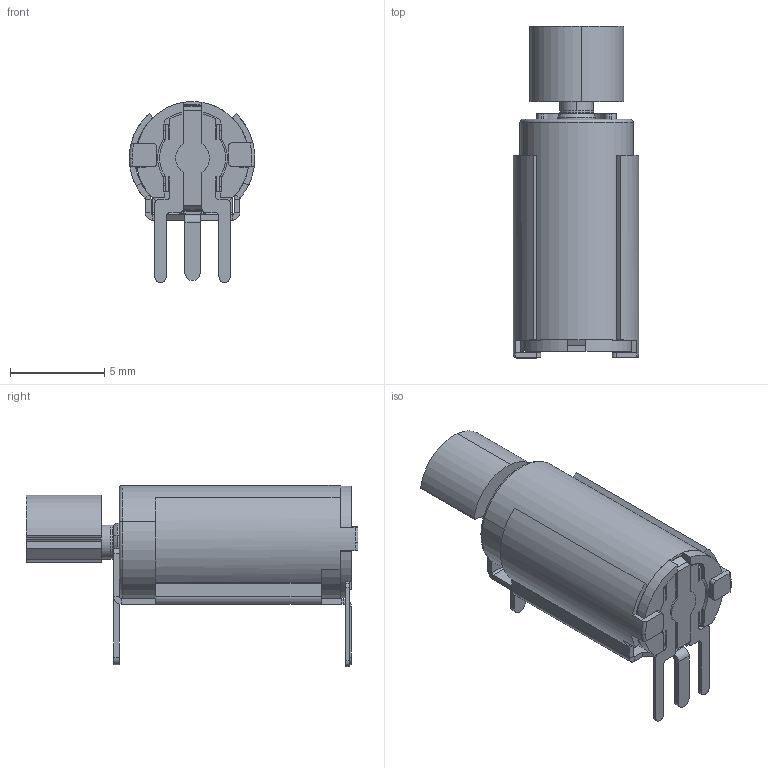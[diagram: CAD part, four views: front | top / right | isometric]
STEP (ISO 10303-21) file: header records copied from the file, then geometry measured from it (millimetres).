
FILE_DESCRIPTION (( 'STEP AP214' ), '1' );
FILE_NAME ('Z6DCBB0056091 3Dͼ.STEP', '2020-01-14T07:18:35', ( 'PC' ), ( 'Microsoft' ), 'SwSTEP 2.0', 'SolidWorks 2017', '' );
FILE_SCHEMA (( 'AUTOMOTIVE_DESIGN' ));
Length unit declared in the file: millimetre
Products named in the file (1): Z6DCBB0056091  3Dͼ
Bounding box: 6.66 x 17.6 x 9.6 mm (x, y, z)
Volume: 250.9 mm3; surface area: 1361.1 mm2
Topology: 24 solids, 24 shells, 611 faces, 1555 edges, 989 vertices
Faces by surface type: plane 385, cylinder 182, cone 26, torus 16, sphere 2
Entity records: 25390 total; most frequent: DIRECTION 3237, CARTESIAN_POINT 3231, ORIENTED_EDGE 3110, EDGE_CURVE 1555, VECTOR 1079, LINE 1079, AXIS2_PLACEMENT_3D 1079, VERTEX_POINT 989
